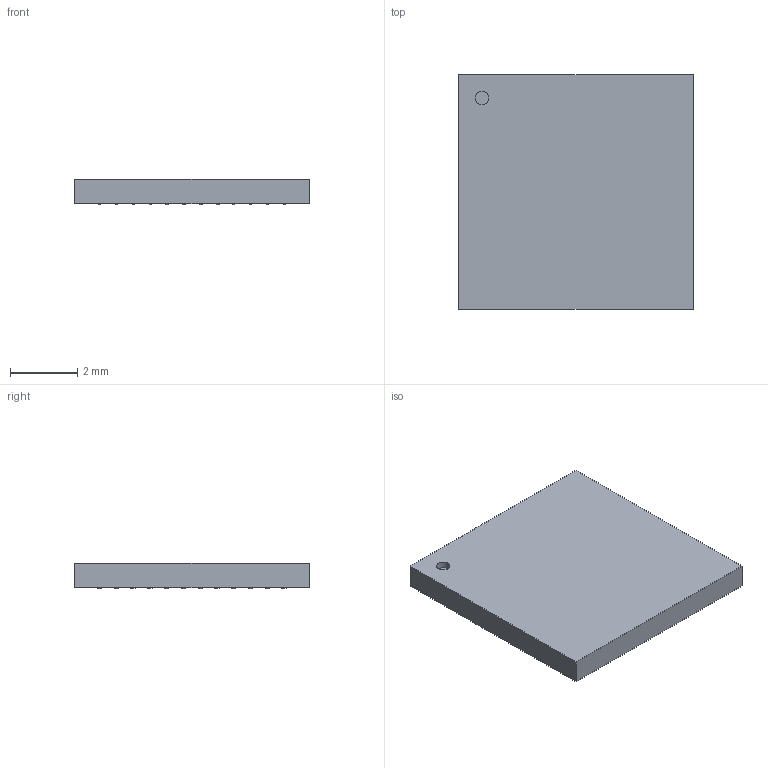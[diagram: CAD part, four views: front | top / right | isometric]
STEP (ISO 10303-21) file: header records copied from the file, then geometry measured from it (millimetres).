
FILE_DESCRIPTION(/* description */ ('model of UFBGA-100_7x7mm_Layout12x12_P0.5mm'),/* implementation_level */ '2;1');
FILE_NAME(/* name */ 'UFBGA-100_7x7mm_Layout12x12_P0.5mm.step',/* time_stamp */ '2018-11-07T22:19:50',/* author */ ('kicad StepUp','ksu'),/* organization */ ('FreeCAD'),/* preprocessor_version */ 'OCC',/* originating_system */ 'kicad StepUp',/* authorisation */ '');
FILE_SCHEMA(('AUTOMOTIVE_DESIGN { 1 0 10303 214 1 1 1 1 }'));
Length unit declared in the file: millimetre
Products named in the file (1): UFBGA_100_7x7mm_Layout12x12_P05mm
Bounding box: 7 x 7 x 0.76 mm (x, y, z)
Volume: 35.5 mm3; surface area: 118.7 mm2
Topology: 1 solids, 1 shells, 52 faces, 147 edges, 98 vertices
Faces by surface type: sphere 44, plane 7, cylinder 1
Full cylindrical faces by diameter (mm): 0.4 x1
Entity records: 1899 total; most frequent: DIRECTION 299, CARTESIAN_POINT 254, ORIENTED_EDGE 206, AXIS2_PLACEMENT_3D 143, EDGE_CURVE 103, VERTEX_POINT 98, FACE_BOUND 97, EDGE_LOOP 97
